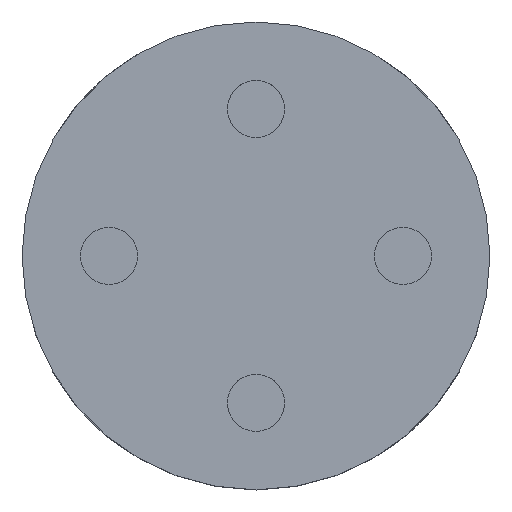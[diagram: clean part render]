
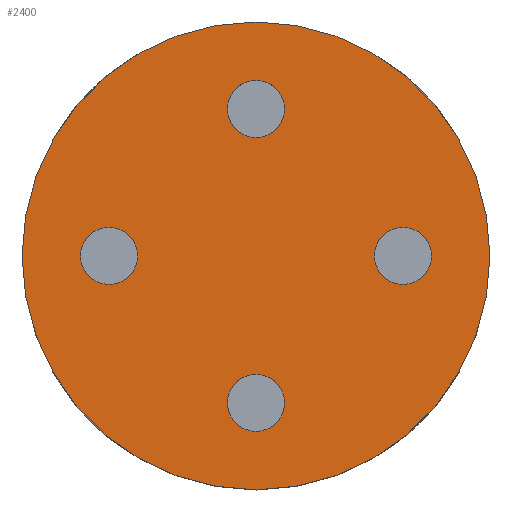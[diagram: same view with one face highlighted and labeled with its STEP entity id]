
A CAD part, top view. The second image highlights one B-rep face of the part: STEP entity #2400.
In plain terms, the highlighted planar face has unit normal (0, 0, 1).
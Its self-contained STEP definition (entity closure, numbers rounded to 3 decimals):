
#87=FACE_BOUND('',#690,.T.);
#88=FACE_BOUND('',#691,.T.);
#89=FACE_BOUND('',#692,.T.);
#90=FACE_BOUND('',#693,.T.);
#546=FACE_OUTER_BOUND('',#689,.T.);
#689=EDGE_LOOP('',(#2127));
#690=EDGE_LOOP('',(#2128));
#691=EDGE_LOOP('',(#2129));
#692=EDGE_LOOP('',(#2130));
#693=EDGE_LOOP('',(#2131));
#910=CIRCLE('',#2810,2.5);
#911=CIRCLE('',#2812,2.5);
#912=CIRCLE('',#2814,2.5);
#914=CIRCLE('',#2817,2.5);
#915=CIRCLE('',#2819,20.5);
#1157=VERTEX_POINT('',#4803);
#1158=VERTEX_POINT('',#4807);
#1159=VERTEX_POINT('',#4811);
#1161=VERTEX_POINT('',#4817);
#1162=VERTEX_POINT('',#4821);
#1497=EDGE_CURVE('',#1157,#1157,#910,.T.);
#1499=EDGE_CURVE('',#1158,#1158,#911,.T.);
#1501=EDGE_CURVE('',#1159,#1159,#912,.T.);
#1504=EDGE_CURVE('',#1161,#1161,#914,.T.);
#1506=EDGE_CURVE('',#1162,#1162,#915,.T.);
#2127=ORIENTED_EDGE('',*,*,#1506,.T.);
#2128=ORIENTED_EDGE('',*,*,#1504,.T.);
#2129=ORIENTED_EDGE('',*,*,#1501,.T.);
#2130=ORIENTED_EDGE('',*,*,#1499,.T.);
#2131=ORIENTED_EDGE('',*,*,#1497,.T.);
#2288=PLANE('',#2820);
#2400=ADVANCED_FACE('',(#546,#87,#88,#89,#90),#2288,.T.);
#2810=AXIS2_PLACEMENT_3D('',#4804,#3584,#3585);
#2812=AXIS2_PLACEMENT_3D('',#4808,#3589,#3590);
#2814=AXIS2_PLACEMENT_3D('',#4812,#3594,#3595);
#2817=AXIS2_PLACEMENT_3D('',#4818,#3601,#3602);
#2819=AXIS2_PLACEMENT_3D('',#4822,#3606,#3607);
#2820=AXIS2_PLACEMENT_3D('',#4824,#3609,#3610);
#3584=DIRECTION('center_axis',(0.,0.,-1.));
#3585=DIRECTION('ref_axis',(1.,0.,0.));
#3589=DIRECTION('center_axis',(0.,0.,-1.));
#3590=DIRECTION('ref_axis',(1.,0.,0.));
#3594=DIRECTION('center_axis',(0.,0.,-1.));
#3595=DIRECTION('ref_axis',(1.,0.,0.));
#3601=DIRECTION('center_axis',(0.,0.,-1.));
#3602=DIRECTION('ref_axis',(1.,0.,0.));
#3606=DIRECTION('center_axis',(0.,0.,1.));
#3607=DIRECTION('ref_axis',(1.,0.,0.));
#3609=DIRECTION('center_axis',(0.,0.,1.));
#3610=DIRECTION('ref_axis',(1.,0.,0.));
#4803=CARTESIAN_POINT('',(10.378,0.,22.));
#4804=CARTESIAN_POINT('Origin',(12.878,0.,22.));
#4807=CARTESIAN_POINT('',(-2.5,12.877,22.));
#4808=CARTESIAN_POINT('Origin',(0.,12.877,22.));
#4811=CARTESIAN_POINT('',(-15.378,0.,22.));
#4812=CARTESIAN_POINT('Origin',(-12.878,0.,
22.));
#4817=CARTESIAN_POINT('',(-2.5,-12.877,22.));
#4818=CARTESIAN_POINT('Origin',(0.,-12.877,22.));
#4821=CARTESIAN_POINT('',(-20.5,0.,22.));
#4822=CARTESIAN_POINT('Origin',(0.,0.,22.));
#4824=CARTESIAN_POINT('Origin',(0.,0.,22.));
